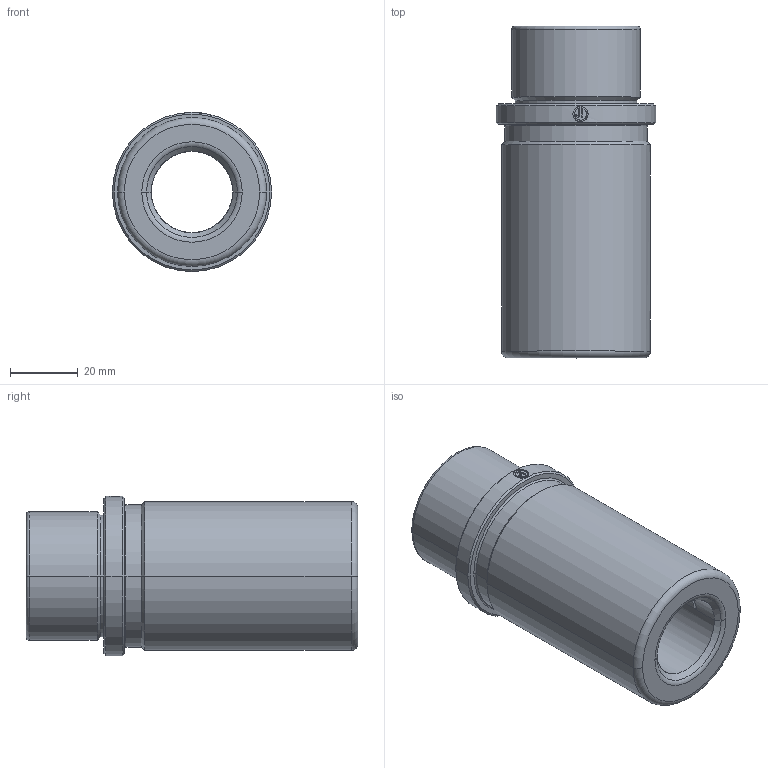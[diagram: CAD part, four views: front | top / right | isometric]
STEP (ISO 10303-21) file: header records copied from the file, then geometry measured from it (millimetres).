
FILE_DESCRIPTION (( 'STEP AP214' ), '1' );
FILE_NAME ('665QM 628QM-D24.STEP', '2021-11-07T02:56:50', ( '' ), ( '' ), 'SwSTEP 2.0', 'SolidWorks 2016', '' );
FILE_SCHEMA (( 'AUTOMOTIVE_DESIGN' ));
Length unit declared in the file: millimetre
Products named in the file (2): 665QM 628QM-D24
Bounding box: 47 x 98 x 47 mm (x, y, z)
Volume: 95347.3 mm3; surface area: 23256.7 mm2
Topology: 1 solids, 1 shells, 91 faces, 211 edges, 130 vertices
Faces by surface type: bspline 32, cylinder 25, plane 14, torus 10, cone 10
Entity records: 7923 total; most frequent: CARTESIAN_POINT 6099, ORIENTED_EDGE 414, DIRECTION 298, EDGE_CURVE 207, AXIS2_PLACEMENT_3D 125, VERTEX_POINT 120, EDGE_LOOP 97, B_SPLINE_CURVE_WITH_KNOTS 95
